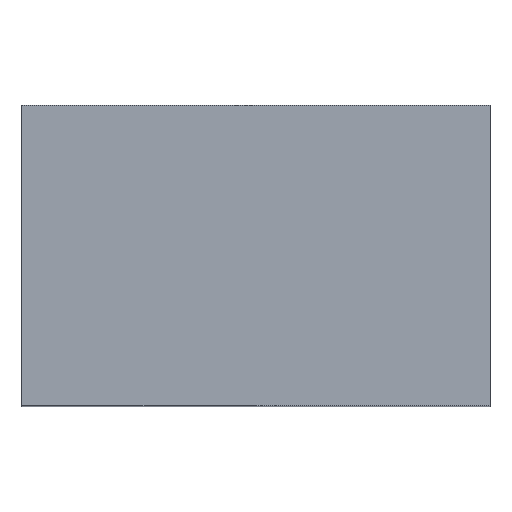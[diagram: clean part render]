
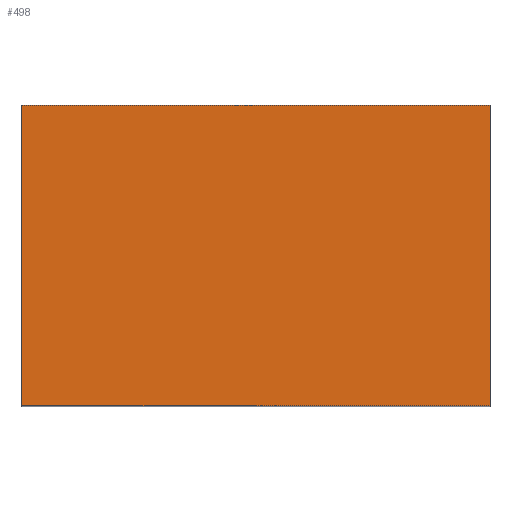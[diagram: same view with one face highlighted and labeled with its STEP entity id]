
A CAD part, top view. The second image highlights one B-rep face of the part: STEP entity #498.
In plain terms, the highlighted face is planar.
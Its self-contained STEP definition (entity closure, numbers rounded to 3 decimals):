
#130=ORIENTED_EDGE('',*,*,#200,.T.);
#131=ORIENTED_EDGE('',*,*,#206,.T.);
#132=ORIENTED_EDGE('',*,*,#207,.T.);
#133=ORIENTED_EDGE('',*,*,#208,.F.);
#200=EDGE_CURVE('',#250,#251,#308,.T.);
#206=EDGE_CURVE('',#251,#252,#314,.T.);
#207=EDGE_CURVE('',#252,#253,#315,.T.);
#208=EDGE_CURVE('',#250,#253,#316,.T.);
#250=VERTEX_POINT('',#825);
#251=VERTEX_POINT('',#826);
#252=VERTEX_POINT('',#834);
#253=VERTEX_POINT('',#838);
#308=LINE('',#824,#372);
#314=LINE('',#835,#378);
#315=LINE('',#837,#379);
#316=LINE('',#839,#380);
#372=VECTOR('',#685,1000.);
#378=VECTOR('',#695,1000.);
#379=VECTOR('',#698,1000.);
#380=VECTOR('',#699,1000.);
#411=EDGE_LOOP('',(#130,#131,#132,#133));
#440=FACE_BOUND('',#411,.T.);
#469=PLANE('',#580);
#498=ADVANCED_FACE('',(#440),#469,.T.);
#580=AXIS2_PLACEMENT_3D('',#836,#696,#697);
#685=DIRECTION('',(1.,0.,0.));
#695=DIRECTION('',(0.,0.,-1.));
#696=DIRECTION('',(0.,1.,0.));
#697=DIRECTION('',(0.,0.,1.));
#698=DIRECTION('',(-1.,0.,0.));
#699=DIRECTION('',(0.,0.,-1.));
#824=CARTESIAN_POINT('',(139.122,68.034,5.847));
#825=CARTESIAN_POINT('',(127.442,68.034,5.847));
#826=CARTESIAN_POINT('',(139.122,68.034,5.847));
#834=CARTESIAN_POINT('',(139.122,68.034,-1.653));
#835=CARTESIAN_POINT('',(139.122,68.034,5.847));
#836=CARTESIAN_POINT('',(139.122,68.034,5.847));
#837=CARTESIAN_POINT('',(127.942,68.034,-1.653));
#838=CARTESIAN_POINT('',(127.442,68.034,-1.653));
#839=CARTESIAN_POINT('',(127.442,68.034,5.847));
